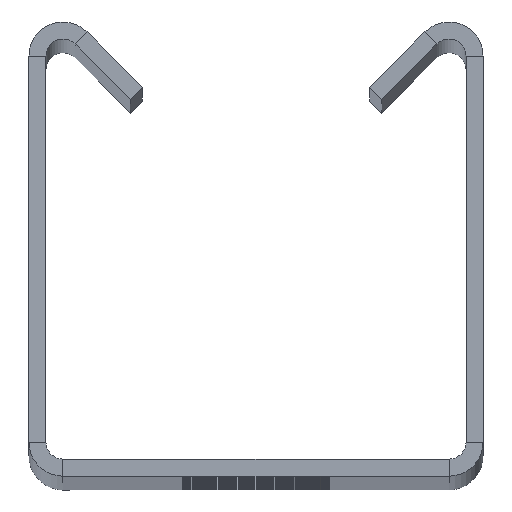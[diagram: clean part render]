
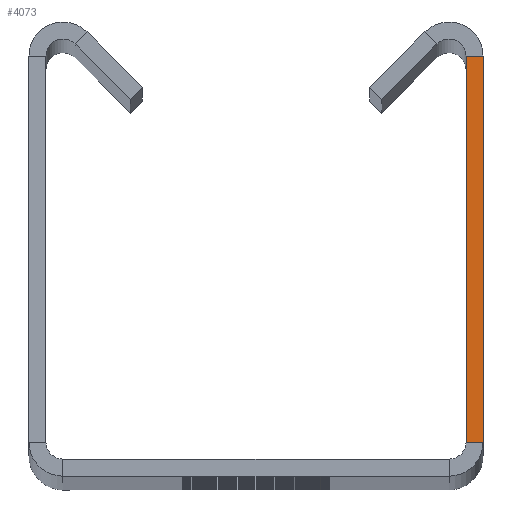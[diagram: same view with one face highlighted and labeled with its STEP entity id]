
A CAD part, top view. The second image highlights one B-rep face of the part: STEP entity #4073.
In plain terms, the highlighted planar face has unit normal (0, 0, 1).
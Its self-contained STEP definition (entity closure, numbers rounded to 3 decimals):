
#192=PLANE('',#4474);
#393=FACE_OUTER_BOUND('',#613,.T.);
#613=EDGE_LOOP('',(#3417,#3418,#3419,#3420));
#1055=LINE('',#6723,#1451);
#1061=LINE('',#6735,#1457);
#1068=LINE('',#6755,#1464);
#1070=LINE('',#6760,#1466);
#1451=VECTOR('',#5543,10.);
#1457=VECTOR('',#5553,10.);
#1464=VECTOR('',#5578,10.);
#1466=VECTOR('',#5584,10.);
#2026=VERTEX_POINT('',#6708);
#2030=VERTEX_POINT('',#6721);
#2034=VERTEX_POINT('',#6733);
#2036=VERTEX_POINT('',#6746);
#2578=EDGE_CURVE('',#2030,#2026,#1055,.T.);
#2584=EDGE_CURVE('',#2030,#2034,#1061,.T.);
#2594=EDGE_CURVE('',#2034,#2036,#1068,.T.);
#2597=EDGE_CURVE('',#2036,#2026,#1070,.T.);
#3417=ORIENTED_EDGE('',*,*,#2578,.F.);
#3418=ORIENTED_EDGE('',*,*,#2584,.T.);
#3419=ORIENTED_EDGE('',*,*,#2594,.T.);
#3420=ORIENTED_EDGE('',*,*,#2597,.T.);
#4073=ADVANCED_FACE('',(#393),#192,.T.);
#4474=AXIS2_PLACEMENT_3D('',#6759,#5582,#5583);
#5543=DIRECTION('',(1.,0.,0.));
#5553=DIRECTION('',(0.,-1.,0.));
#5578=DIRECTION('',(1.,0.,0.));
#5582=DIRECTION('center_axis',(0.,0.,1.));
#5583=DIRECTION('ref_axis',(0.707,-0.707,0.));
#5584=DIRECTION('',(0.,1.,0.));
#6708=CARTESIAN_POINT('',(0.,37.,700.));
#6721=CARTESIAN_POINT('',(-1.5,37.,700.));
#6723=CARTESIAN_POINT('',(-0.42,37.,700.));
#6733=CARTESIAN_POINT('',(-1.5,3.,700.));
#6735=CARTESIAN_POINT('',(-1.5,-83.775,700.));
#6746=CARTESIAN_POINT('',(0.,3.,700.));
#6755=CARTESIAN_POINT('',(-0.42,3.,700.));
#6759=CARTESIAN_POINT('Origin',(0.,-76.875,700.));
#6760=CARTESIAN_POINT('',(0.,-83.775,700.));
